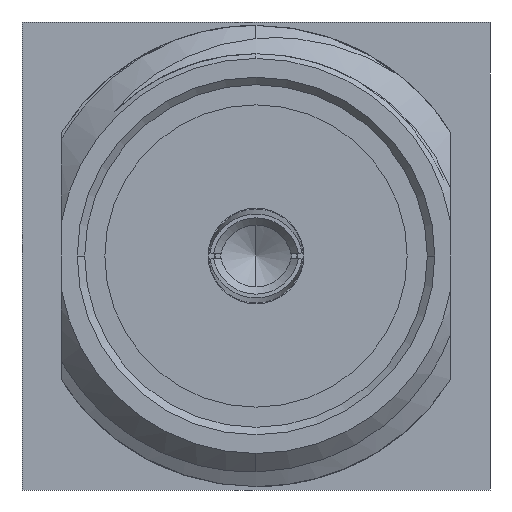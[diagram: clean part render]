
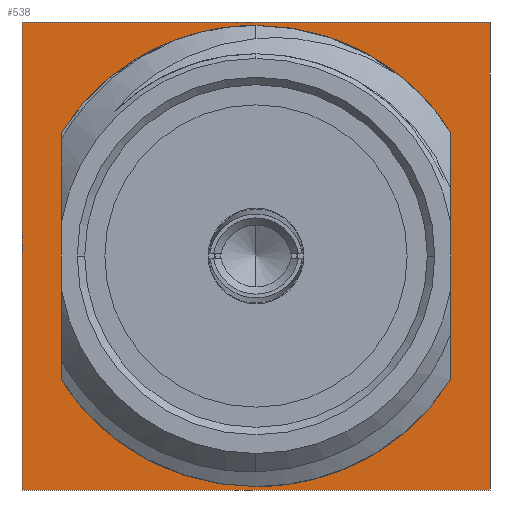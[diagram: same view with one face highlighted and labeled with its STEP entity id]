
A CAD part, left-side view. The second image highlights one B-rep face of the part: STEP entity #538.
In plain terms, the highlighted planar face has unit normal (-1, 0, 0).
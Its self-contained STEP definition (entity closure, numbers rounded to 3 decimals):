
#538=ADVANCED_FACE('',(#1191,#1192),#1193,.T.);
#1191=FACE_OUTER_BOUND('',#2589,.T.);
#1192=FACE_BOUND('',#2590,.T.);
#1193=PLANE('',#2591);
#2589=EDGE_LOOP('',(#9550,#9551,#9552,#9553));
#2590=EDGE_LOOP('',(#9554,#9555,#9556,#9557,#9558,#9559));
#2591=AXIS2_PLACEMENT_3D('',#9560,#9561,#9562);
#9550=ORIENTED_EDGE('',*,*,#11179,.F.);
#9551=ORIENTED_EDGE('',*,*,#11168,.F.);
#9552=ORIENTED_EDGE('',*,*,#11151,.F.);
#9553=ORIENTED_EDGE('',*,*,#11142,.F.);
#9554=ORIENTED_EDGE('',*,*,#11202,.F.);
#9555=ORIENTED_EDGE('',*,*,#11203,.T.);
#9556=ORIENTED_EDGE('',*,*,#11204,.F.);
#9557=ORIENTED_EDGE('',*,*,#10580,.F.);
#9558=ORIENTED_EDGE('',*,*,#11049,.T.);
#9559=ORIENTED_EDGE('',*,*,#10838,.F.);
#9560=CARTESIAN_POINT('',(9.5,-2.939,2.514));
#9561=DIRECTION('',(-1.0,0.,-0.0));
#9562=DIRECTION('',(0.0,0.0,-1.0));
#10580=EDGE_CURVE('',#11557,#11553,#11559,.T.);
#10838=EDGE_CURVE('',#12018,#12021,#12022,.T.);
#11049=EDGE_CURVE('',#11557,#12021,#12325,.T.);
#11142=EDGE_CURVE('',#12458,#12459,#12460,.T.);
#11151=EDGE_CURVE('',#12459,#12473,#12474,.T.);
#11168=EDGE_CURVE('',#12473,#12496,#12497,.T.);
#11179=EDGE_CURVE('',#12496,#12458,#12510,.T.);
#11202=EDGE_CURVE('',#12542,#12018,#12543,.T.);
#11203=EDGE_CURVE('',#12542,#12544,#12545,.T.);
#11204=EDGE_CURVE('',#11553,#12544,#12546,.T.);
#11553=VERTEX_POINT('',#12995);
#11557=VERTEX_POINT('',#13013);
#11559=CIRCLE('',#13016,3.129);
#12018=VERTEX_POINT('',#15168);
#12021=VERTEX_POINT('',#15172);
#12022=CIRCLE('',#15173,3.129);
#12325=LINE('',#16255,#16256);
#12458=VERTEX_POINT('',#16914);
#12459=VERTEX_POINT('',#16915);
#12460=LINE('',#16916,#16917);
#12473=VERTEX_POINT('',#16937);
#12474=LINE('',#16938,#16939);
#12496=VERTEX_POINT('',#16972);
#12497=LINE('',#16973,#16974);
#12510=LINE('',#16994,#16995);
#12542=VERTEX_POINT('',#17167);
#12543=CIRCLE('',#17168,3.129);
#12544=VERTEX_POINT('',#17169);
#12545=LINE('',#17170,#17171);
#12546=CIRCLE('',#17172,3.129);
#12995=CARTESIAN_POINT('',(9.5,0.,3.129));
#13013=CARTESIAN_POINT('',(9.5,-2.642,1.676));
#13016=AXIS2_PLACEMENT_3D('',#19741,#19742,#19743);
#15168=CARTESIAN_POINT('',(9.5,0.,-3.129));
#15172=CARTESIAN_POINT('',(9.5,-2.642,-1.676));
#15173=AXIS2_PLACEMENT_3D('',#19854,#19855,#19856);
#16255=CARTESIAN_POINT('',(9.5,-2.642,0.));
#16256=VECTOR('',#20073,1000.0);
#16914=CARTESIAN_POINT('',(9.5,3.175,-3.175));
#16915=CARTESIAN_POINT('',(9.5,3.175,3.175));
#16916=CARTESIAN_POINT('',(9.5,3.175,0.));
#16917=VECTOR('',#20121,1000.0);
#16937=CARTESIAN_POINT('',(9.5,-3.175,3.175));
#16938=CARTESIAN_POINT('',(9.5,0.,3.175));
#16939=VECTOR('',#20129,1000.0);
#16972=CARTESIAN_POINT('',(9.5,-3.175,-3.175));
#16973=CARTESIAN_POINT('',(9.5,-3.175,0.));
#16974=VECTOR('',#20141,1000.0);
#16994=CARTESIAN_POINT('',(9.5,0.,-3.175));
#16995=VECTOR('',#20149,1000.0);
#17167=CARTESIAN_POINT('',(9.5,2.642,-1.676));
#17168=AXIS2_PLACEMENT_3D('',#20157,#20158,#20159);
#17169=CARTESIAN_POINT('',(9.5,2.642,1.676));
#17170=CARTESIAN_POINT('',(9.5,2.642,0.));
#17171=VECTOR('',#20160,1000.0);
#17172=AXIS2_PLACEMENT_3D('',#20161,#20162,#20163);
#19741=CARTESIAN_POINT('',(9.5,0.,0.));
#19742=DIRECTION('',(-1.0,0.,0.0));
#19743=DIRECTION('',(0.0,0.0,1.0));
#19854=CARTESIAN_POINT('',(9.5,0.,0.));
#19855=DIRECTION('',(-1.0,0.,0.0));
#19856=DIRECTION('',(0.0,0.0,1.0));
#20073=DIRECTION('',(0.0,0.0,-1.0));
#20121=DIRECTION('',(0.0,0.0,1.0));
#20129=DIRECTION('',(0.,-1.0,0.0));
#20141=DIRECTION('',(0.0,0.0,-1.0));
#20149=DIRECTION('',(0.,1.0,0.0));
#20157=CARTESIAN_POINT('',(9.5,0.,0.));
#20158=DIRECTION('',(-1.0,0.,0.0));
#20159=DIRECTION('',(0.0,0.0,1.0));
#20160=DIRECTION('',(0.0,0.0,1.0));
#20161=CARTESIAN_POINT('',(9.5,0.,0.));
#20162=DIRECTION('',(-1.0,0.,0.0));
#20163=DIRECTION('',(0.0,0.0,1.0));
